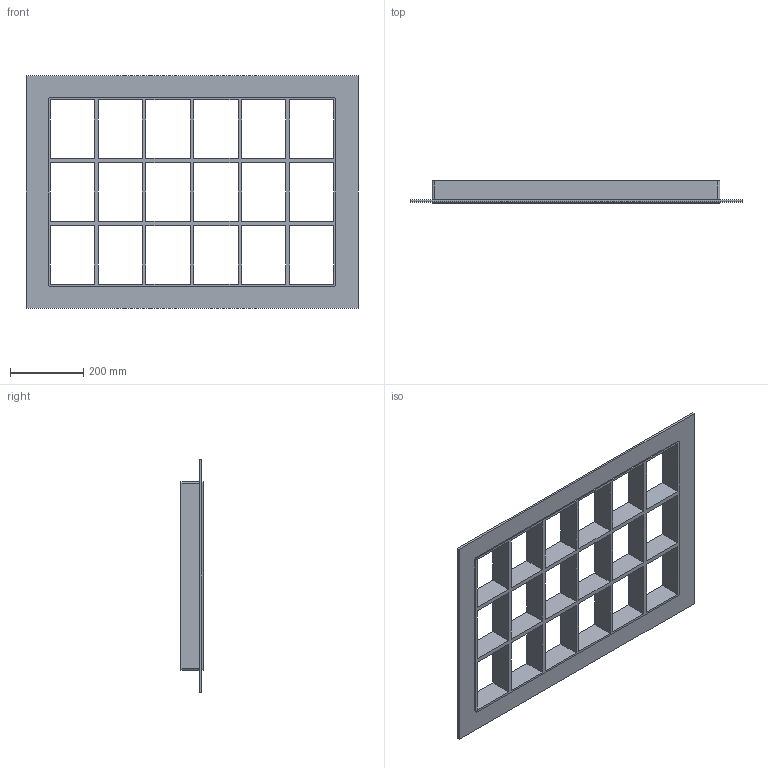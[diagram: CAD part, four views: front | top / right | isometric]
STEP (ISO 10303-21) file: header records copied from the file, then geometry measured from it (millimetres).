
FILE_DESCRIPTION((''),'2;1');
FILE_NAME('G4+4+4X6.stp','2013-06-28T12:56:23',(''),(''),'Autodesk Inventor 2013','Autodesk Inventor 2013','');
FILE_SCHEMA(('AUTOMOTIVE_DESIGN { 1 0 10303 214 1 1 1 1 }'));
Length unit declared in the file: millimetre
Products named in the file (1): roxtec S_SF_G
Bounding box: 905 x 60 x 634.5 mm (x, y, z)
Volume: 4495991.3 mm3; surface area: 1219597.8 mm2
Topology: 1 solids, 1 shells, 96 faces, 276 edges, 184 vertices
Faces by surface type: plane 88, cylinder 8
Entity records: 3194 total; most frequent: CARTESIAN_POINT 557, ORIENTED_EDGE 552, DIRECTION 486, EDGE_CURVE 276, VECTOR 260, LINE 260, VERTEX_POINT 184, EDGE_LOOP 134
